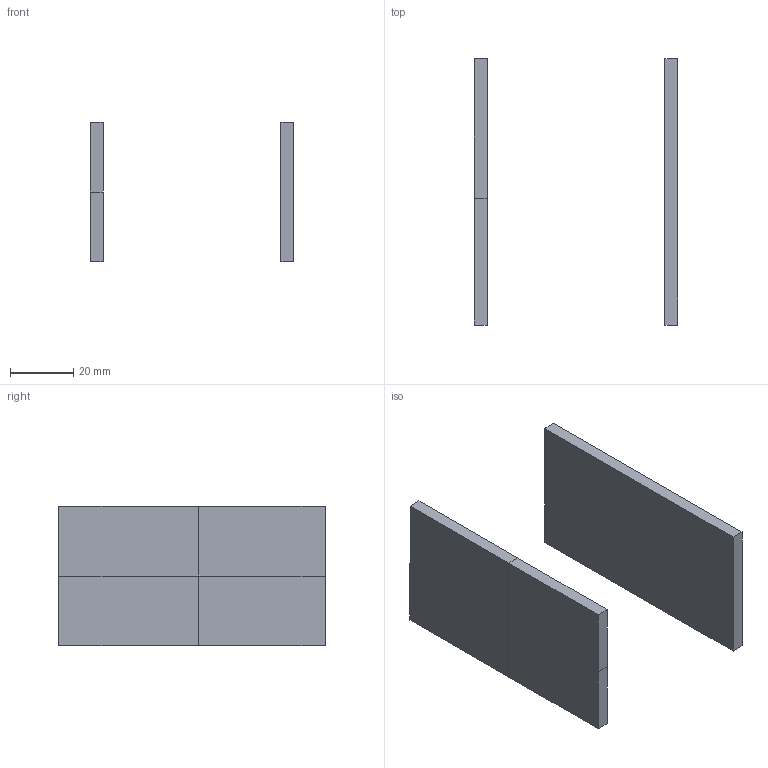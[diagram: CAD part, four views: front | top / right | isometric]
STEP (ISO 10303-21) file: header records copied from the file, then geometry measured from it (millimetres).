
FILE_DESCRIPTION(('HOOPS Exchange Step'),'2;1');
FILE_NAME('temp_export','2023-12-29T19:59:22+08:00',('wumingshi'),('Shapr3D Limited'),'HOOPS Exchange 2023.2','Shapr3D','Authorized');
FILE_SCHEMA( ('AUTOMOTIVE_DESIGN { 1 0 10303 214 1 1 1 1 }') );
Length unit declared in the file: millimetre
Products named in the file (1): root
Bounding box: 64.1 x 84 x 44 mm (x, y, z)
Volume: 26239.6 mm3; surface area: 21454.7 mm2
Topology: 5 solids, 5 shells, 625 faces, 1698 edges, 1132 vertices
Faces by surface type: plane 521, cylinder 104
Entity records: 19563 total; most frequent: CARTESIAN_POINT 3456, ORIENTED_EDGE 3396, DIRECTION 3158, EDGE_CURVE 1698, VECTOR 1490, LINE 1490, VERTEX_POINT 1132, AXIS2_PLACEMENT_3D 834
